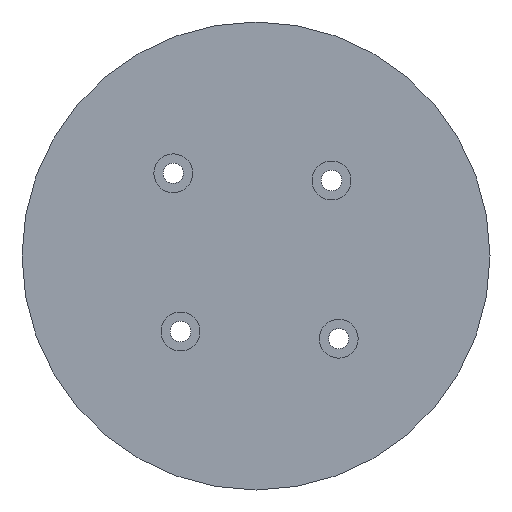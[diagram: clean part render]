
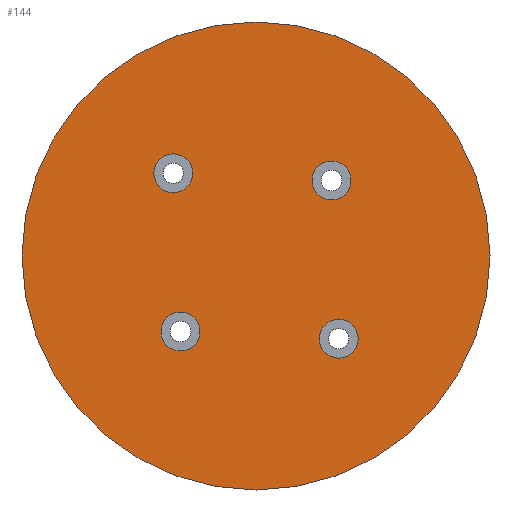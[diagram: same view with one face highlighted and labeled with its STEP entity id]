
A CAD part, front view. The second image highlights one B-rep face of the part: STEP entity #144.
In plain terms, the highlighted planar face has unit normal (0, -1, 0).
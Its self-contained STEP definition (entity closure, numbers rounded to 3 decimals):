
#1 = ORIENTED_EDGE ( 'NONE', *, *, #81, .F. ) ;
#7 = CIRCLE ( 'NONE', #140, 1.91 ) ;
#19 = DIRECTION ( 'NONE',  ( 0., -1., 0. ) ) ;
#28 = EDGE_LOOP ( 'NONE', ( #57, #94 ) ) ;
#57 = ORIENTED_EDGE ( 'NONE', *, *, #152, .F. ) ;
#61 = EDGE_CURVE ( 'NONE', #63, #310, #754, .T. ) ;
#63 = VERTEX_POINT ( 'NONE', #564 ) ;
#70 = CARTESIAN_POINT ( 'NONE',  ( 7.425, 0., 7.425 ) ) ;
#77 = CARTESIAN_POINT ( 'NONE',  ( 0., 0., 23. ) ) ;
#81 = EDGE_CURVE ( 'NONE', #310, #63, #539, .T. ) ;
#82 = CARTESIAN_POINT ( 'NONE',  ( -7.425, 0., -5.515 ) ) ;
#94 = ORIENTED_EDGE ( 'NONE', *, *, #237, .F. ) ;
#101 = CARTESIAN_POINT ( 'NONE',  ( 8.132, 0., -8.132 ) ) ;
#103 = VERTEX_POINT ( 'NONE', #492 ) ;
#108 = DIRECTION ( 'NONE',  ( 0., 1., 0. ) ) ;
#140 = AXIS2_PLACEMENT_3D ( 'NONE', #654, #648, #659 ) ;
#144 = ADVANCED_FACE ( 'NONE', ( #763, #641, #413, #284, #570 ), #214, .F. ) ;
#152 = EDGE_CURVE ( 'NONE', #543, #163, #7, .T. ) ;
#163 = VERTEX_POINT ( 'NONE', #452 ) ;
#171 = ORIENTED_EDGE ( 'NONE', *, *, #710, .F. ) ;
#192 = VERTEX_POINT ( 'NONE', #731 ) ;
#214 = PLANE ( 'NONE',  #804 ) ;
#237 = EDGE_CURVE ( 'NONE', #163, #543, #586, .T. ) ;
#249 = VERTEX_POINT ( 'NONE', #377 ) ;
#273 = AXIS2_PLACEMENT_3D ( 'NONE', #591, #859, #446 ) ;
#276 = ORIENTED_EDGE ( 'NONE', *, *, #612, .F. ) ;
#279 = DIRECTION ( 'NONE',  ( 0., 0., -1. ) ) ;
#284 = FACE_BOUND ( 'NONE', #713, .T. ) ;
#286 = AXIS2_PLACEMENT_3D ( 'NONE', #412, #903, #758 ) ;
#288 = CARTESIAN_POINT ( 'NONE',  ( 0., 0., 0. ) ) ;
#291 = DIRECTION ( 'NONE',  ( 0., 0., -1. ) ) ;
#310 = VERTEX_POINT ( 'NONE', #521 ) ;
#327 = AXIS2_PLACEMENT_3D ( 'NONE', #844, #624, #279 ) ;
#377 = CARTESIAN_POINT ( 'NONE',  ( -8.132, 0., 10.042 ) ) ;
#386 = DIRECTION ( 'NONE',  ( 0., 0., 1. ) ) ;
#390 = CIRCLE ( 'NONE', #908, 23. ) ;
#396 = EDGE_LOOP ( 'NONE', ( #1, #582 ) ) ;
#408 = ORIENTED_EDGE ( 'NONE', *, *, #504, .F. ) ;
#412 = CARTESIAN_POINT ( 'NONE',  ( -8.132, 0., 8.132 ) ) ;
#413 = FACE_BOUND ( 'NONE', #28, .T. ) ;
#446 = DIRECTION ( 'NONE',  ( 0., 0., -1. ) ) ;
#452 = CARTESIAN_POINT ( 'NONE',  ( 8.132, 0., -6.222 ) ) ;
#460 = CARTESIAN_POINT ( 'NONE',  ( 0., 0., 0. ) ) ;
#469 = AXIS2_PLACEMENT_3D ( 'NONE', #732, #873, #528 ) ;
#478 = ORIENTED_EDGE ( 'NONE', *, *, #835, .F. ) ;
#482 = DIRECTION ( 'NONE',  ( 0., 0., -1. ) ) ;
#492 = CARTESIAN_POINT ( 'NONE',  ( 0., 0., -23. ) ) ;
#498 = DIRECTION ( 'NONE',  ( 0., 0., 1. ) ) ;
#504 = EDGE_CURVE ( 'NONE', #103, #632, #683, .T. ) ;
#520 = EDGE_CURVE ( 'NONE', #249, #803, #876, .T. ) ;
#521 = CARTESIAN_POINT ( 'NONE',  ( 7.425, 0., 5.515 ) ) ;
#525 = AXIS2_PLACEMENT_3D ( 'NONE', #101, #19, #291 ) ;
#528 = DIRECTION ( 'NONE',  ( 0., 0., -1. ) ) ;
#539 = CIRCLE ( 'NONE', #327, 1.91 ) ;
#543 = VERTEX_POINT ( 'NONE', #553 ) ;
#553 = CARTESIAN_POINT ( 'NONE',  ( 8.132, 0., -10.042 ) ) ;
#560 = DIRECTION ( 'NONE',  ( 0., 1., 0. ) ) ;
#564 = CARTESIAN_POINT ( 'NONE',  ( 7.425, 0., 9.335 ) ) ;
#570 = FACE_OUTER_BOUND ( 'NONE', #669, .T. ) ;
#577 = DIRECTION ( 'NONE',  ( 0., 1., 0. ) ) ;
#582 = ORIENTED_EDGE ( 'NONE', *, *, #61, .F. ) ;
#586 = CIRCLE ( 'NONE', #525, 1.91 ) ;
#591 = CARTESIAN_POINT ( 'NONE',  ( -7.425, 0., -7.425 ) ) ;
#595 = ORIENTED_EDGE ( 'NONE', *, *, #520, .F. ) ;
#600 = AXIS2_PLACEMENT_3D ( 'NONE', #70, #634, #915 ) ;
#601 = CIRCLE ( 'NONE', #716, 1.91 ) ;
#612 = EDGE_CURVE ( 'NONE', #803, #249, #601, .T. ) ;
#624 = DIRECTION ( 'NONE',  ( 0., -1., 0. ) ) ;
#632 = VERTEX_POINT ( 'NONE', #77 ) ;
#634 = DIRECTION ( 'NONE',  ( 0., -1., 0. ) ) ;
#641 = FACE_BOUND ( 'NONE', #777, .T. ) ;
#648 = DIRECTION ( 'NONE',  ( 0., -1., 0. ) ) ;
#654 = CARTESIAN_POINT ( 'NONE',  ( 8.132, 0., -8.132 ) ) ;
#659 = DIRECTION ( 'NONE',  ( 0., 0., -1. ) ) ;
#662 = VERTEX_POINT ( 'NONE', #82 ) ;
#669 = EDGE_LOOP ( 'NONE', ( #408, #171 ) ) ;
#671 = CIRCLE ( 'NONE', #273, 1.91 ) ;
#683 = CIRCLE ( 'NONE', #906, 23. ) ;
#695 = EDGE_CURVE ( 'NONE', #662, #192, #671, .T. ) ;
#707 = DIRECTION ( 'NONE',  ( 0., -1., 0. ) ) ;
#710 = EDGE_CURVE ( 'NONE', #632, #103, #390, .T. ) ;
#711 = CARTESIAN_POINT ( 'NONE',  ( 0., 0., 0. ) ) ;
#712 = CARTESIAN_POINT ( 'NONE',  ( -8.132, 0., 8.132 ) ) ;
#713 = EDGE_LOOP ( 'NONE', ( #276, #595 ) ) ;
#716 = AXIS2_PLACEMENT_3D ( 'NONE', #712, #707, #482 ) ;
#720 = ORIENTED_EDGE ( 'NONE', *, *, #695, .F. ) ;
#731 = CARTESIAN_POINT ( 'NONE',  ( -7.425, 0., -9.335 ) ) ;
#732 = CARTESIAN_POINT ( 'NONE',  ( -7.425, 0., -7.425 ) ) ;
#754 = CIRCLE ( 'NONE', #600, 1.91 ) ;
#758 = DIRECTION ( 'NONE',  ( 0., 0., -1. ) ) ;
#763 = FACE_BOUND ( 'NONE', #396, .T. ) ;
#777 = EDGE_LOOP ( 'NONE', ( #478, #720 ) ) ;
#794 = CARTESIAN_POINT ( 'NONE',  ( -8.132, 0., 6.222 ) ) ;
#803 = VERTEX_POINT ( 'NONE', #794 ) ;
#804 = AXIS2_PLACEMENT_3D ( 'NONE', #288, #577, #848 ) ;
#806 = CIRCLE ( 'NONE', #469, 1.91 ) ;
#835 = EDGE_CURVE ( 'NONE', #192, #662, #806, .T. ) ;
#844 = CARTESIAN_POINT ( 'NONE',  ( 7.425, 0., 7.425 ) ) ;
#848 = DIRECTION ( 'NONE',  ( 0., 0., 1. ) ) ;
#859 = DIRECTION ( 'NONE',  ( 0., -1., 0. ) ) ;
#873 = DIRECTION ( 'NONE',  ( 0., -1., 0. ) ) ;
#876 = CIRCLE ( 'NONE', #286, 1.91 ) ;
#903 = DIRECTION ( 'NONE',  ( 0., -1., 0. ) ) ;
#906 = AXIS2_PLACEMENT_3D ( 'NONE', #711, #560, #498 ) ;
#908 = AXIS2_PLACEMENT_3D ( 'NONE', #460, #108, #386 ) ;
#915 = DIRECTION ( 'NONE',  ( 0., 0., -1. ) ) ;
